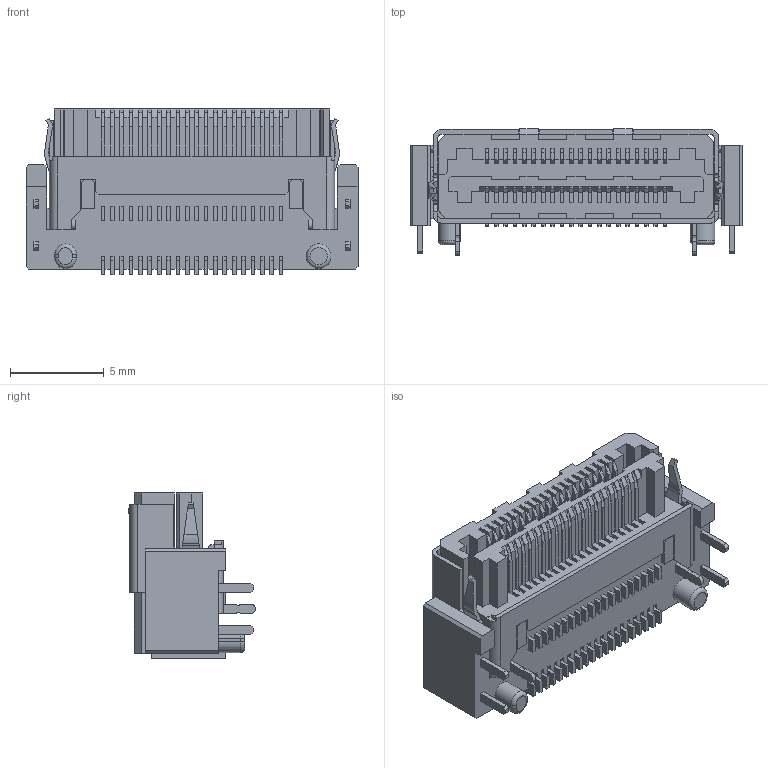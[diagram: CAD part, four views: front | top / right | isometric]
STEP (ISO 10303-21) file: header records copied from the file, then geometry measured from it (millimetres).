
FILE_DESCRIPTION( ( 'STEP AP214' ), '1' );
FILE_NAME( 'LSHM-120-01-L-RH-A-S-TR.stp', '2021-07-26T17:48:12', ( 'License CC BY-ND 4.0' ), ( 'CADENAS' ), ' ', 'PARTsolutions', ' ' );
FILE_SCHEMA( ( 'AUTOMOTIVE_DESIGN { 1 0 10303 214 1 1 1 1 }' ) );
Length unit declared in the file: millimetre
Products named in the file (3): LSHM-120-01-L-RH-A-S-TR; _STRLSHM-20-01-RH-A-S; _C-185--20-01-RH1P
Assembly tree (2 placements, depth 2):
  LSHM-120-01-L-RH-A-S-TR
    _STRLSHM-20-01-RH-A-S
    _C-185--20-01-RH1P
Bounding box: 17.7 x 6.75 x 8.85 mm (x, y, z)
Volume: 560.5 mm3; surface area: 2099.4 mm2
Topology: 2 solids, 2 shells, 1452 faces, 4154 edges, 2661 vertices
Faces by surface type: plane 1414, cylinder 35, torus 3
Full cylindrical faces by diameter (mm): 1.32 x1
Entity records: 57781 total; most frequent: ORIENTED_EDGE 8304, CARTESIAN_POINT 8268, DIRECTION 7141, EDGE_CURVE 4152, LINE 4073, VECTOR 4073, VERTEX_POINT 2661, AXIS2_PLACEMENT_3D 1534
